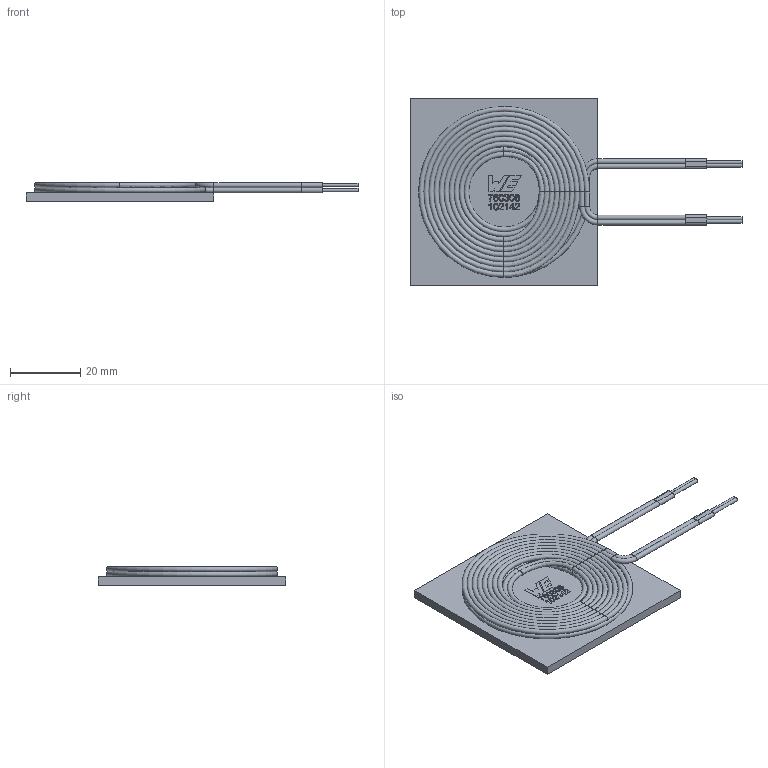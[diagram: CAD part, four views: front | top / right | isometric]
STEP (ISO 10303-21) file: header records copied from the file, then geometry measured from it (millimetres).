
FILE_DESCRIPTION( ( 'Unknown' ), '1' );
FILE_NAME( '760308102142.stp', 'Unknown', ( 'Unknown' ), ( 'Unknown' ), 'PSStep 17.0.49', 'Unknown', ' ' );
FILE_SCHEMA( ( 'AUTOMOTIVE_DESIGN { 1 0 10303 214 1 1 1 1 }' ) );
Length unit declared in the file: millimetre
Products named in the file (3): Assem1; Ferrite; Coil
Assembly tree (2 placements, depth 2):
  Assem1
    Ferrite
    Coil
Bounding box: 94.5 x 53.5 x 5.42 mm (x, y, z)
Volume: 10686.6 mm3; surface area: 15368.8 mm2
Topology: 2 solids, 2 shells, 186 faces, 432 edges, 273 vertices
Faces by surface type: plane 103, extrusion 27, torus 22, bspline 18, cylinder 16
Entity records: 12059 total; most frequent: CARTESIAN_POINT 6629, ORIENTED_EDGE 846, DIRECTION 657, EDGE_CURVE 423, VERTEX_POINT 277, AXIS2_PLACEMENT_3D 228, EDGE_LOOP 222, VECTOR 201
